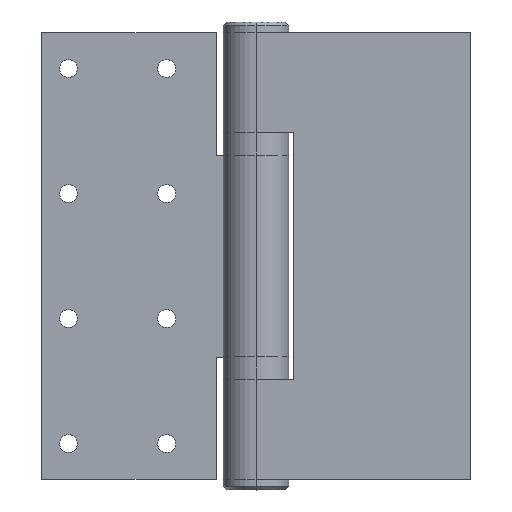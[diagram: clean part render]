
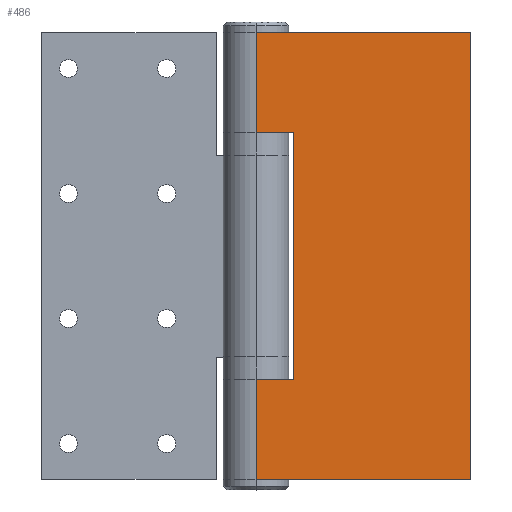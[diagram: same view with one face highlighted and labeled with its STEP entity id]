
A CAD part, top view. The second image highlights one B-rep face of the part: STEP entity #486.
In plain terms, the highlighted planar face has unit normal (0, 0, 1).
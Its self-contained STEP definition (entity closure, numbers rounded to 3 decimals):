
#290 = ORIENTED_EDGE ( 'NONE', *, *, #448, .F. ) ;
#385 = EDGE_CURVE ( 'NONE', #397, #438, #1453, .T. ) ;
#388 = VERTEX_POINT ( 'NONE', #1448 ) ;
#397 = VERTEX_POINT ( 'NONE', #1494 ) ;
#417 = EDGE_CURVE ( 'NONE', #388, #429, #1514, .T. ) ;
#429 = VERTEX_POINT ( 'NONE', #1557 ) ;
#438 = VERTEX_POINT ( 'NONE', #1597 ) ;
#446 = VERTEX_POINT ( 'NONE', #1585 ) ;
#448 = EDGE_CURVE ( 'NONE', #388, #446, #1580, .T. ) ;
#462 = VERTEX_POINT ( 'NONE', #1625 ) ;
#473 = EDGE_CURVE ( 'NONE', #438, #462, #1610, .T. ) ;
#478 = EDGE_CURVE ( 'NONE', #429, #481, #1664, .T. ) ;
#480 = ORIENTED_EDGE ( 'NONE', *, *, #484, .T. ) ;
#481 = VERTEX_POINT ( 'NONE', #1660 ) ;
#482 = ORIENTED_EDGE ( 'NONE', *, *, #478, .T. ) ;
#483 = ORIENTED_EDGE ( 'NONE', *, *, #499, .T. ) ;
#484 = EDGE_CURVE ( 'NONE', #481, #492, #1659, .T. ) ;
#486 = ADVANCED_FACE ( 'NONE', ( #1655 ), #1654, .F. ) ;
#487 = ORIENTED_EDGE ( 'NONE', *, *, #417, .T. ) ;
#488 = EDGE_LOOP ( 'NONE', ( #487, #482, #480, #483, #496, #489, #494, #290 ) ) ;
#489 = ORIENTED_EDGE ( 'NONE', *, *, #473, .T. ) ;
#492 = VERTEX_POINT ( 'NONE', #1649 ) ;
#494 = ORIENTED_EDGE ( 'NONE', *, *, #495, .F. ) ;
#495 = EDGE_CURVE ( 'NONE', #446, #462, #1648, .T. ) ;
#496 = ORIENTED_EDGE ( 'NONE', *, *, #385, .T. ) ;
#499 = EDGE_CURVE ( 'NONE', #492, #397, #1643, .T. ) ;
#1448 = CARTESIAN_POINT ( 'NONE',  ( 0., 125., 18.25 ) ) ;
#1450 = DIRECTION ( 'NONE',  ( 0., -1., 0. ) ) ;
#1451 = VECTOR ( 'NONE', #1450, 1000. ) ;
#1452 = CARTESIAN_POINT ( 'NONE',  ( 0., 125., 18.25 ) ) ;
#1453 = LINE ( 'NONE', #1452, #1451 ) ;
#1494 = CARTESIAN_POINT ( 'NONE',  ( 0., -69., 18.25 ) ) ;
#1511 = DIRECTION ( 'NONE',  ( 0., -1., 0. ) ) ;
#1512 = VECTOR ( 'NONE', #1511, 1000. ) ;
#1513 = CARTESIAN_POINT ( 'NONE',  ( 0., 125., 18.25 ) ) ;
#1514 = LINE ( 'NONE', #1513, #1512 ) ;
#1557 = CARTESIAN_POINT ( 'NONE',  ( 0., 69., 18.25 ) ) ;
#1577 = DIRECTION ( 'NONE',  ( 1., 0., 0. ) ) ;
#1578 = VECTOR ( 'NONE', #1577, 1000. ) ;
#1579 = CARTESIAN_POINT ( 'NONE',  ( 0., 125., 18.25 ) ) ;
#1580 = LINE ( 'NONE', #1579, #1578 ) ;
#1585 = CARTESIAN_POINT ( 'NONE',  ( 120., 125., 18.25 ) ) ;
#1597 = CARTESIAN_POINT ( 'NONE',  ( 0., -125., 18.25 ) ) ;
#1607 = DIRECTION ( 'NONE',  ( 1., 0., 0. ) ) ;
#1608 = VECTOR ( 'NONE', #1607, 1000. ) ;
#1609 = CARTESIAN_POINT ( 'NONE',  ( 0., -125., 18.25 ) ) ;
#1610 = LINE ( 'NONE', #1609, #1608 ) ;
#1625 = CARTESIAN_POINT ( 'NONE',  ( 120., -125., 18.25 ) ) ;
#1640 = DIRECTION ( 'NONE',  ( -1., 0., 0. ) ) ;
#1641 = VECTOR ( 'NONE', #1640, 1000. ) ;
#1642 = CARTESIAN_POINT ( 'NONE',  ( 0., -69., 18.25 ) ) ;
#1643 = LINE ( 'NONE', #1642, #1641 ) ;
#1645 = DIRECTION ( 'NONE',  ( 0., -1., 0. ) ) ;
#1646 = VECTOR ( 'NONE', #1645, 1000. ) ;
#1647 = CARTESIAN_POINT ( 'NONE',  ( 120., 125., 18.25 ) ) ;
#1648 = LINE ( 'NONE', #1647, #1646 ) ;
#1649 = CARTESIAN_POINT ( 'NONE',  ( 21., -69., 18.25 ) ) ;
#1650 = DIRECTION ( 'NONE',  ( -1., 0., 0. ) ) ;
#1651 = DIRECTION ( 'NONE',  ( 0., 0., -1. ) ) ;
#1652 = CARTESIAN_POINT ( 'NONE',  ( 0., 125., 18.25 ) ) ;
#1653 = AXIS2_PLACEMENT_3D ( 'NONE', #1652, #1651, #1650 ) ;
#1654 = PLANE ( 'NONE',  #1653 ) ;
#1655 = FACE_OUTER_BOUND ( 'NONE', #488, .T. ) ;
#1656 = DIRECTION ( 'NONE',  ( 0., -1., 0. ) ) ;
#1657 = VECTOR ( 'NONE', #1656, 1000. ) ;
#1658 = CARTESIAN_POINT ( 'NONE',  ( 21., 125., 18.25 ) ) ;
#1659 = LINE ( 'NONE', #1658, #1657 ) ;
#1660 = CARTESIAN_POINT ( 'NONE',  ( 21., 69., 18.25 ) ) ;
#1661 = DIRECTION ( 'NONE',  ( 1., 0., 0. ) ) ;
#1662 = VECTOR ( 'NONE', #1661, 1000. ) ;
#1663 = CARTESIAN_POINT ( 'NONE',  ( 0., 69., 18.25 ) ) ;
#1664 = LINE ( 'NONE', #1663, #1662 ) ;
